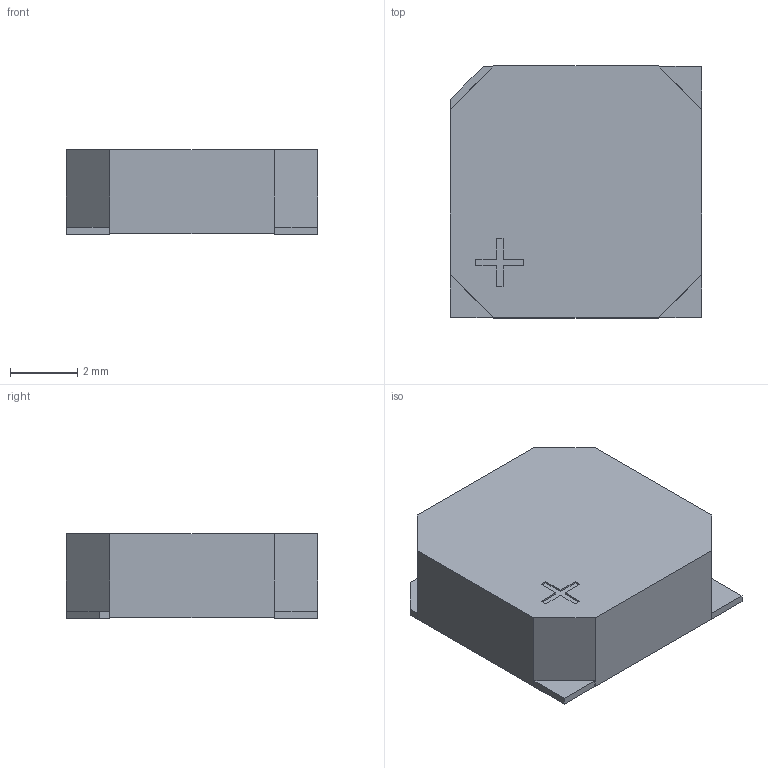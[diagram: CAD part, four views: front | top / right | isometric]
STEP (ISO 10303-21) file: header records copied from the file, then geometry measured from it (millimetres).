
FILE_DESCRIPTION (( 'STEP AP214' ), '1' );
FILE_NAME ('User Library-YX7525P.STEP', '2021-07-03T10:30:03', ( '' ), ( '' ), 'SwSTEP 2.0', 'SolidWorks 2021', '' );
FILE_SCHEMA (( 'AUTOMOTIVE_DESIGN' ));
Length unit declared in the file: millimetre
Products named in the file (1): User Library-YX7525P
Bounding box: 7.5 x 7.5 x 2.51 mm (x, y, z)
Volume: 123.4 mm3; surface area: 212.2 mm2
Topology: 1 solids, 1 shells, 73 faces, 183 edges, 114 vertices
Faces by surface type: plane 73
Entity records: 2623 total; most frequent: CARTESIAN_POINT 371, ORIENTED_EDGE 366, DIRECTION 331, VECTOR 183, EDGE_CURVE 183, LINE 183, VERTEX_POINT 114, EDGE_LOOP 75
